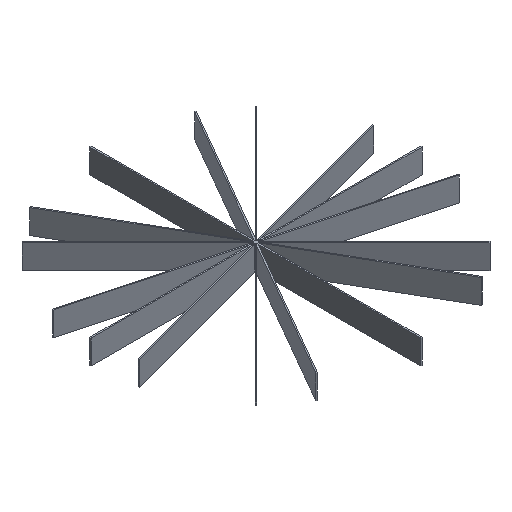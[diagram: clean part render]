
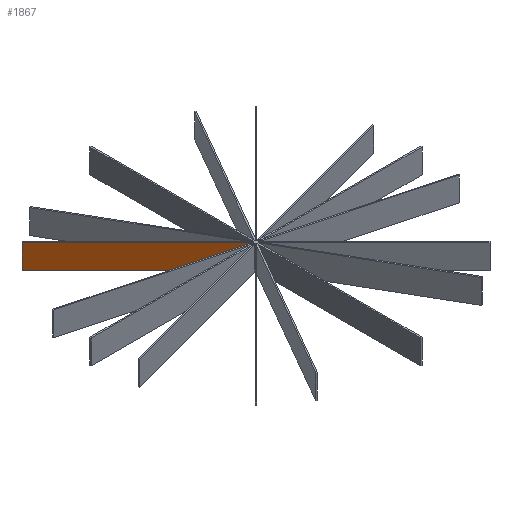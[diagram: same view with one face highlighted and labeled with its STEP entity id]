
A CAD part, isometric view. The second image highlights one B-rep face of the part: STEP entity #1867.
In plain terms, the highlighted planar face has unit normal (-0.707, -0.707, 0).
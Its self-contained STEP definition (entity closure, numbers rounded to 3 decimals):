
#1804=CARTESIAN_POINT('',(-0.742,130.445,-48.988));
#1805=VERTEX_POINT('',#1804);
#1820=CARTESIAN_POINT('',(-0.742,130.445,-40.988));
#1821=VERTEX_POINT('',#1820);
#1828=CARTESIAN_POINT('',(-0.742,130.445,-40.988));
#1829=DIRECTION('',(0.,0.,-1.));
#1830=VECTOR('',#1829,8.);
#1831=LINE('',#1828,#1830);
#1832=EDGE_CURVE('',#1821,#1805,#1831,.T.);
#1837=CARTESIAN_POINT('',(-2.263,131.966,-47.728));
#1838=DIRECTION('',(0.707,0.707,0.));
#1839=DIRECTION('',(0.,0.,-1.));
#1840=AXIS2_PLACEMENT_3D('',#1837,#1838,#1839);
#1841=PLANE('',#1840);
#1842=CARTESIAN_POINT('',(-38.757,168.46,-48.988));
#1843=VERTEX_POINT('',#1842);
#1844=CARTESIAN_POINT('',(-38.757,168.46,-48.988));
#1845=DIRECTION('',(0.707,-0.707,0.));
#1846=VECTOR('',#1845,53.76);
#1847=LINE('',#1844,#1846);
#1848=EDGE_CURVE('',#1843,#1805,#1847,.T.);
#1849=ORIENTED_EDGE('',*,*,#1848,.T.);
#1850=ORIENTED_EDGE('',*,*,#1832,.F.);
#1851=CARTESIAN_POINT('',(-38.757,168.46,-40.988));
#1852=VERTEX_POINT('',#1851);
#1853=CARTESIAN_POINT('',(-38.757,168.46,-40.988));
#1854=DIRECTION('',(0.707,-0.707,0.));
#1855=VECTOR('',#1854,53.76);
#1856=LINE('',#1853,#1855);
#1857=EDGE_CURVE('',#1852,#1821,#1856,.T.);
#1858=ORIENTED_EDGE('',*,*,#1857,.F.);
#1859=CARTESIAN_POINT('',(-38.757,168.46,-40.988));
#1860=DIRECTION('',(0.,0.,-1.));
#1861=VECTOR('',#1860,8.);
#1862=LINE('',#1859,#1861);
#1863=EDGE_CURVE('',#1852,#1843,#1862,.T.);
#1864=ORIENTED_EDGE('',*,*,#1863,.T.);
#1865=EDGE_LOOP('',(#1849,#1850,#1858,#1864));
#1866=FACE_BOUND('',#1865,.T.);
#1867=ADVANCED_FACE('',(#1866),#1841,.F.);
